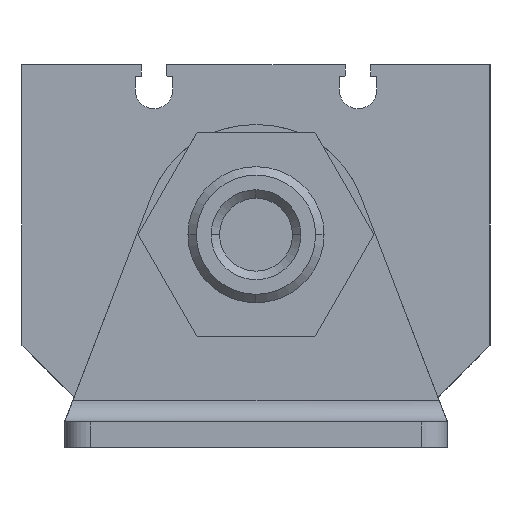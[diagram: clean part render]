
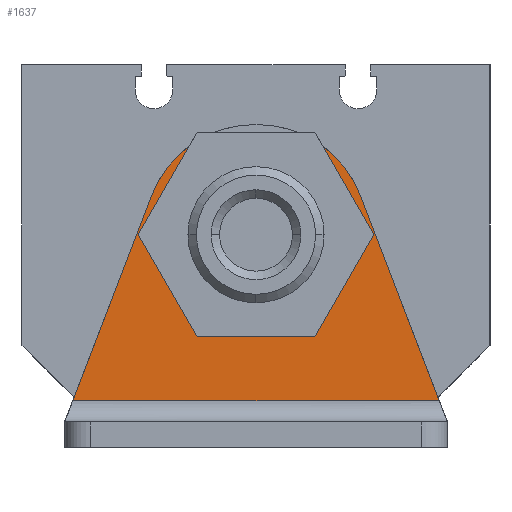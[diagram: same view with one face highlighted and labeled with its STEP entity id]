
A CAD part, left-side view. The second image highlights one B-rep face of the part: STEP entity #1637.
In plain terms, the highlighted planar face has unit normal (-1, 0, 0).
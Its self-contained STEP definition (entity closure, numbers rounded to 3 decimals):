
#877=CARTESIAN_POINT('',(-3.,13.856,0.));
#878=VERTEX_POINT('Vertex43',#877);
#885=CARTESIAN_POINT('',(-3.,6.928,-12.));
#886=VERTEX_POINT('Vertex44',#885);
#887=CARTESIAN_POINT('',(-3.,10.392,-6.));
#888=DIRECTION('',(0.,0.5,0.866));
#889=VECTOR('',#888,1.);
#890=LINE('nurbsCrv55',#887,#889);
#891=EDGE_CURVE('Edge55',#886,#878,#890,.T.);
#916=CARTESIAN_POINT('',(-3.,-6.928,-12.));
#917=VERTEX_POINT('Vertex46',#916);
#918=CARTESIAN_POINT('',(-3.,0.,-12.));
#919=DIRECTION('',(0.,1.,0.));
#920=VECTOR('',#919,1.);
#921=LINE('nurbsCrv58',#918,#920);
#922=EDGE_CURVE('Edge58',#917,#886,#921,.T.);
#947=CARTESIAN_POINT('',(-3.,-13.856,0.));
#948=VERTEX_POINT('Vertex48',#947);
#949=CARTESIAN_POINT('',(-3.,-10.392,-6.));
#950=DIRECTION('',(0.,0.5,-0.866));
#951=VECTOR('',#950,1.);
#952=LINE('nurbsCrv61',#949,#951);
#953=EDGE_CURVE('Edge61',#948,#917,#952,.T.);
#1571=CARTESIAN_POINT('',(-3.,-21.516,-19.5
));
#1572=VERTEX_POINT('Vertex82',#1571);
#1573=CARTESIAN_POINT('',(-3.,21.516,-19.5)
);
#1574=VERTEX_POINT('Vertex81',#1573);
#1575=CARTESIAN_POINT('',(-3.,0.,
-19.5));
#1576=DIRECTION('',(0.,1.,0.));
#1577=VECTOR('',#1576,1.);
#1578=LINE('nurbsCrv106',#1575,#1577);
#1579=EDGE_CURVE('Edge106',#1572,#1574,#1578,.T.);
#1580=ORIENTED_EDGE('Edgeuse180',*,*,#1579,.F.);
#1581=CARTESIAN_POINT('',(-3.,-12.267,4.595));
#1582=VERTEX_POINT('Vertex83',#1581);
#1583=CARTESIAN_POINT('',(-3.,-16.891,-7.452
));
#1584=DIRECTION('',(0.,-0.358,-0.934
));
#1585=VECTOR('',#1584,1.);
#1586=LINE('nurbsCrv107',#1583,#1585);
#1587=EDGE_CURVE('Edge107',#1582,#1572,#1586,.T.);
#1588=ORIENTED_EDGE('Edgeuse181',*,*,#1587,.F.);
#1589=CARTESIAN_POINT('',(-3.,-7.857,10.391));
#1590=VERTEX_POINT('Vertex84',#1589);
#1591=CARTESIAN_POINT('',(-3.,-0.13,-0.064));
#1592=DIRECTION('',(1.,0.,0.));
#1593=DIRECTION('',(0.,-0.594,0.804)
);
#1594=AXIS2_PLACEMENT_3D('',#1591,#1592,#1593);
#1595=CIRCLE('nurbsCrv108',#1594,13.);
#1596=EDGE_CURVE('Edge108',#1590,#1582,#1595,.T.);
#1597=ORIENTED_EDGE('Edgeuse182',*,*,#1596,.F.);
#1598=CARTESIAN_POINT('',(-3.,-10.857,5.195));
#1599=DIRECTION('',(0.,-0.5,-0.866));
#1600=VECTOR('',#1599,1.);
#1601=LINE('nurbsCrv109',#1598,#1600);
#1602=EDGE_CURVE('Edge109',#1590,#948,#1601,.T.);
#1603=ORIENTED_EDGE('Edgeuse183',*,*,#1602,.T.);
#1604=ORIENTED_EDGE('Edgeuse184',*,*,#953,.T.);
#1605=ORIENTED_EDGE('Edgeuse185',*,*,#922,.T.);
#1606=ORIENTED_EDGE('Edgeuse186',*,*,#891,.T.);
#1607=CARTESIAN_POINT('',(-3.,7.857,10.391));
#1608=VERTEX_POINT('Vertex85',#1607);
#1609=CARTESIAN_POINT('',(-3.,10.857,5.195));
#1610=DIRECTION('',(0.,-0.5,0.866));
#1611=VECTOR('',#1610,1.);
#1612=LINE('nurbsCrv110',#1609,#1611);
#1613=EDGE_CURVE('Edge110',#878,#1608,#1612,.T.);
#1614=ORIENTED_EDGE('Edgeuse187',*,*,#1613,.T.);
#1615=CARTESIAN_POINT('',(-3.,12.267,4.595));
#1616=VERTEX_POINT('Vertex86',#1615);
#1617=CARTESIAN_POINT('',(-3.,0.13,-0.064));
#1618=DIRECTION('',(1.,0.,0.));
#1619=DIRECTION('',(0.,0.934,0.358)
);
#1620=AXIS2_PLACEMENT_3D('',#1617,#1618,#1619);
#1621=CIRCLE('nurbsCrv111',#1620,13.);
#1622=EDGE_CURVE('Edge111',#1616,#1608,#1621,.T.);
#1623=ORIENTED_EDGE('Edgeuse188',*,*,#1622,.F.);
#1624=CARTESIAN_POINT('',(-3.,16.891,-7.452)
);
#1625=DIRECTION('',(0.,-0.358,0.934
));
#1626=VECTOR('',#1625,1.);
#1627=LINE('nurbsCrv112',#1624,#1626);
#1628=EDGE_CURVE('Edge112',#1574,#1616,#1627,.T.);
#1629=ORIENTED_EDGE('Edgeuse189',*,*,#1628,.F.);
#1630=EDGE_LOOP('',(#1580,#1588,#1597,#1603,#1604,#1605,#1606,#1614,#1623,#1629
));
#1631=FACE_OUTER_BOUND('',#1630,.T.);
#1632=CARTESIAN_POINT('',(-3.,0.,-4.555));
#1633=DIRECTION('',(-1.,0.,0.));
#1634=DIRECTION('',(0.,0.,1.));
#1635=AXIS2_PLACEMENT_3D('',#1632,#1633,#1634);
#1636=PLANE('nurbsSrf47',#1635);
#1637=ADVANCED_FACE('Face47',(#1631),#1636,.T.);
